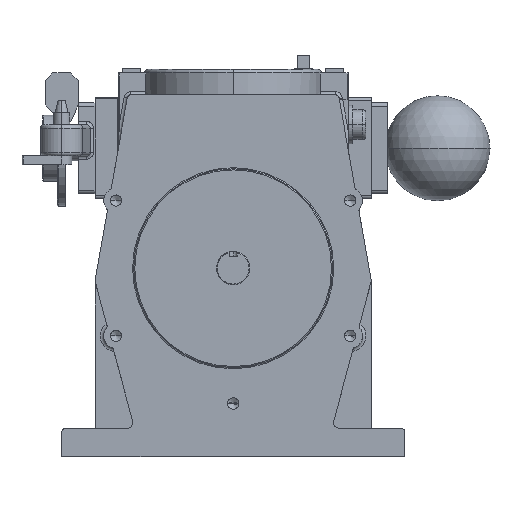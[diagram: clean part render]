
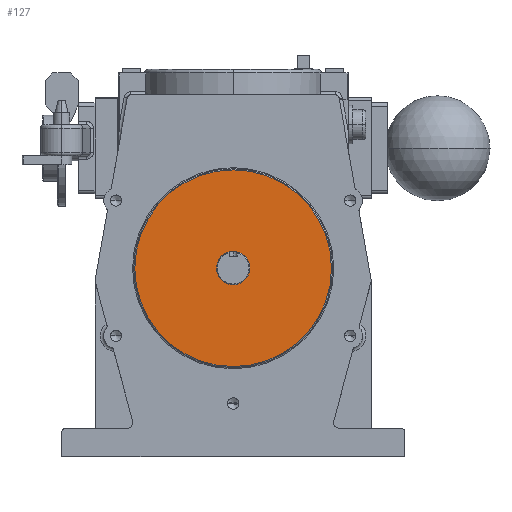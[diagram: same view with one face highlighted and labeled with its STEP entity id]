
A CAD part, top view. The second image highlights one B-rep face of the part: STEP entity #127.
In plain terms, the highlighted planar face has unit normal (0, 0, 1).
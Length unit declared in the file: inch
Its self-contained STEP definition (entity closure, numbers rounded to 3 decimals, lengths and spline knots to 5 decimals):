
#127 = ADVANCED_FACE ( 'NONE', ( #5106, #5109 ), #1859, .T. ) ;
#624 = ORIENTED_EDGE ( 'NONE', *, *, #4755, .T. ) ;
#625 = ORIENTED_EDGE ( 'NONE', *, *, #813, .T. ) ;
#626 = ORIENTED_EDGE ( 'NONE', *, *, #777, .F. ) ;
#627 = ORIENTED_EDGE ( 'NONE', *, *, #5522, .F. ) ;
#777 = EDGE_CURVE ( 'NONE', #1264, #1265, #5331, .T. ) ;
#813 = EDGE_CURVE ( 'NONE', #1386, #1385, #5383, .T. ) ;
#1264 = VERTEX_POINT ( 'NONE', #7006 ) ;
#1265 = VERTEX_POINT ( 'NONE', #7007 ) ;
#1385 = VERTEX_POINT ( 'NONE', #7127 ) ;
#1386 = VERTEX_POINT ( 'NONE', #7128 ) ;
#1859 = PLANE ( 'NONE',  #5664 ) ;
#1862 = CARTESIAN_POINT ( 'NONE',  ( 0., 0., 2.875 ) ) ;
#1868 = DIRECTION ( 'NONE',  ( 0., 0., 1. ) ) ;
#1869 = DIRECTION ( 'NONE',  ( 1., 0., 0. ) ) ;
#4463 = EDGE_LOOP ( 'NONE', ( #624, #625 ) ) ;
#4473 = EDGE_LOOP ( 'NONE', ( #626, #627 ) ) ;
#4755 = EDGE_CURVE ( 'NONE', #1385, #1386, #13066, .T. ) ;
#5106 = FACE_OUTER_BOUND ( 'NONE', #4463, .T. ) ;
#5109 = FACE_BOUND ( 'NONE', #4473, .T. ) ;
#5331 = CIRCLE ( 'NONE', #5753, 0.375 ) ;
#5383 = CIRCLE ( 'NONE', #5771, 2.225 ) ;
#5522 = EDGE_CURVE ( 'NONE', #1265, #1264, #13303, .T. ) ;
#5664 = AXIS2_PLACEMENT_3D ( 'NONE', #1862, #1868, #1869 ) ;
#5753 = AXIS2_PLACEMENT_3D ( 'NONE', #5836, #5842, #5843 ) ;
#5771 = AXIS2_PLACEMENT_3D ( 'NONE', #5926, #5932, #5933 ) ;
#5836 = CARTESIAN_POINT ( 'NONE',  ( 0., 0., 2.875 ) ) ;
#5842 = DIRECTION ( 'NONE',  ( 0., 0., 1. ) ) ;
#5843 = DIRECTION ( 'NONE',  ( 1., 0., 0. ) ) ;
#5926 = CARTESIAN_POINT ( 'NONE',  ( 0., 0., 2.875 ) ) ;
#5932 = DIRECTION ( 'NONE',  ( 0., 0., 1. ) ) ;
#5933 = DIRECTION ( 'NONE',  ( 1., 0., 0. ) ) ;
#7006 = CARTESIAN_POINT ( 'NONE',  ( -0.375, 0., 2.875 ) ) ;
#7007 = CARTESIAN_POINT ( 'NONE',  ( 0.375, 0., 2.875 ) ) ;
#7127 = CARTESIAN_POINT ( 'NONE',  ( 2.225, 0., 2.875 ) ) ;
#7128 = CARTESIAN_POINT ( 'NONE',  ( -2.225, 0., 2.875 ) ) ;
#7748 = AXIS2_PLACEMENT_3D ( 'NONE', #12499, #12506, #12507 ) ;
#12499 = CARTESIAN_POINT ( 'NONE',  ( 0., 0., 2.875 ) ) ;
#12506 = DIRECTION ( 'NONE',  ( 0., 0., 1. ) ) ;
#12507 = DIRECTION ( 'NONE',  ( 1., 0., 0. ) ) ;
#12983 = CARTESIAN_POINT ( 'NONE',  ( 0., 0., 2.875 ) ) ;
#12999 = DIRECTION ( 'NONE',  ( 0., 0., 1. ) ) ;
#13000 = DIRECTION ( 'NONE',  ( 1., 0., 0. ) ) ;
#13066 = CIRCLE ( 'NONE', #7748, 2.225 ) ;
#13303 = CIRCLE ( 'NONE', #13400, 0.375 ) ;
#13400 = AXIS2_PLACEMENT_3D ( 'NONE', #12983, #12999, #13000 ) ;
